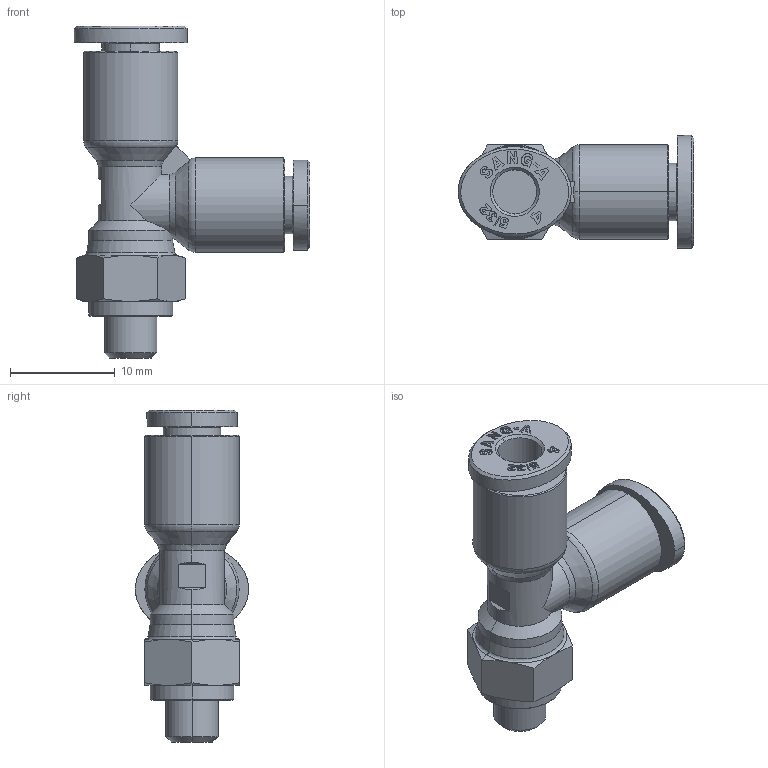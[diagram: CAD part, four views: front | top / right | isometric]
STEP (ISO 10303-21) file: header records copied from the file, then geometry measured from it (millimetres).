
FILE_DESCRIPTION((''),'2;1');
FILE_NAME('GPST 04M5(3D).stp','2012-12-26T18:04:17',(''),(''),'Mechanical Desktop.R8.0.24.0','Mechanical Desktop.R8.0.24.0',', , ');
FILE_SCHEMA(('CONFIG_CONTROL_DESIGN'));
Length unit declared in the file: millimetre
Products named in the file (2): GPST 04M5(3D); ºÎÇ°1
Assembly tree (1 placements, depth 2):
  GPST 04M5(3D)
    ºÎÇ°1
Bounding box: 22.5 x 10.8 x 31.7 mm (x, y, z)
Volume: 1974.4 mm3; surface area: 1967.3 mm2
Topology: 1 solids, 1 shells, 837 faces, 2343 edges, 1543 vertices
Faces by surface type: plane 687, bspline 64, cone 42, cylinder 40, torus 4
Entity records: 28234 total; most frequent: CARTESIAN_POINT 6745, ORIENTED_EDGE 4682, DIRECTION 4087, EDGE_CURVE 2341, VECTOR 2021, LINE 2021, VERTEX_POINT 1543, AXIS2_PLACEMENT_3D 1033
